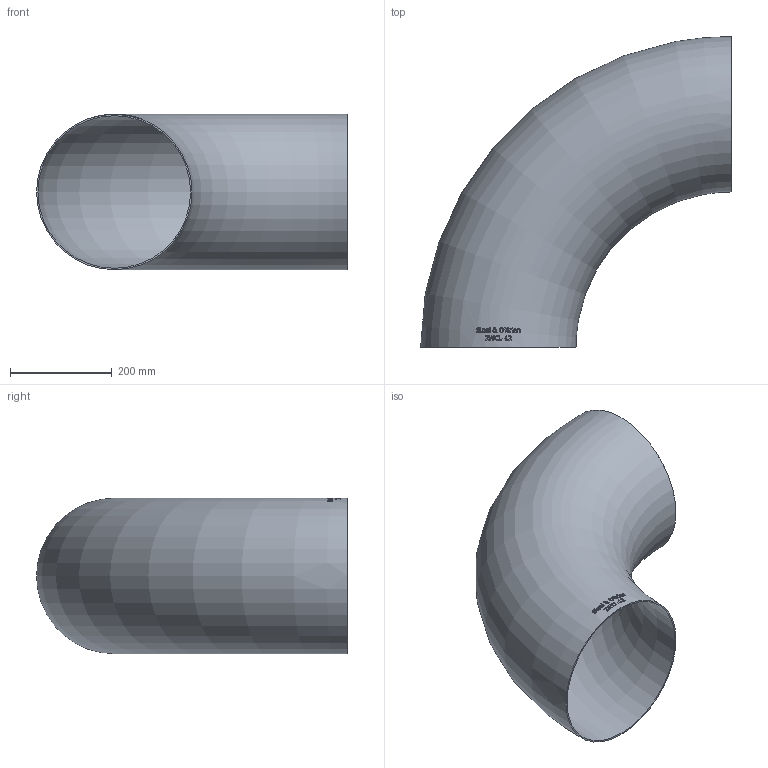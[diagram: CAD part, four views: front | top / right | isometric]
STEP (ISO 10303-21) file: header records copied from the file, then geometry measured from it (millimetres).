
FILE_DESCRIPTION(/* description */ (''),/* implementation_level */ '2;1');
FILE_NAME(/* name */ '2WCL-12.stp',/* time_stamp */ '2019-01-11T11:59:10-05:00',/* author */ ('rick'),/* organization */ (''),/* preprocessor_version */ 'ST-DEVELOPER v15.2',/* originating_system */ 'Autodesk Inventor 2014',/* authorisation */ '');
FILE_SCHEMA (('AUTOMOTIVE_DESIGN { 1 0 10303 214 3 1 1 }'));
Length unit declared in the file: inch
Products named in the file (1): 2WCL-12
Bounding box: 609.6 x 609.6 x 304.8 mm (x, y, z)
Volume: 1886583.7 mm3; surface area: 1368232.7 mm2
Topology: 1 solids, 1 shells, 320 faces, 867 edges, 578 vertices
Faces by surface type: bspline 158, plane 131, torus 31
Entity records: 12971 total; most frequent: CARTESIAN_POINT 6454, ORIENTED_EDGE 1730, EDGE_CURVE 865, DIRECTION 621, VERTEX_POINT 578, B_SPLINE_CURVE_WITH_KNOTS 574, EDGE_LOOP 353, ADVANCED_FACE 320
